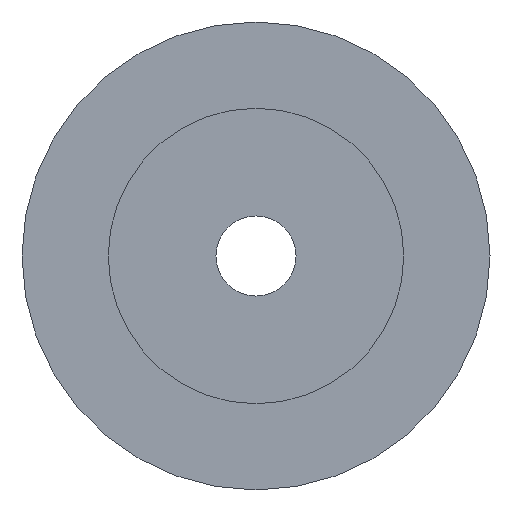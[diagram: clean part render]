
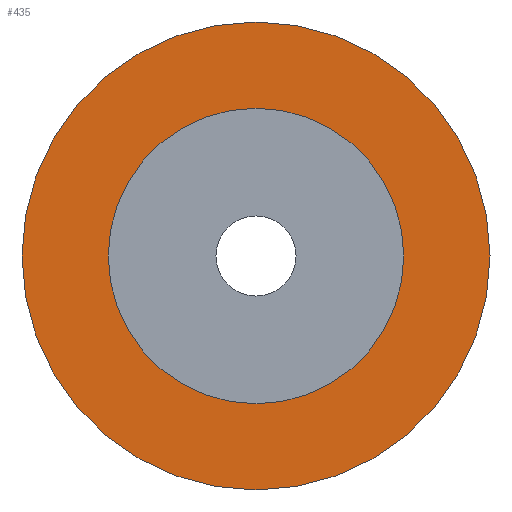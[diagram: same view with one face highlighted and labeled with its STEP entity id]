
A CAD part, left-side view. The second image highlights one B-rep face of the part: STEP entity #435.
In plain terms, the highlighted planar face has unit normal (-1, 0, 0).
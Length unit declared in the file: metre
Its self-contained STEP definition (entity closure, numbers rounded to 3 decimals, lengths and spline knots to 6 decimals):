
#89=PLANE('',#498);
#174=ORIENTED_EDGE('',*,*,#250,.T.);
#175=ORIENTED_EDGE('',*,*,#252,.F.);
#250=EDGE_CURVE('',#296,#296,#314,.T.);
#252=EDGE_CURVE('',#298,#298,#316,.T.);
#296=VERTEX_POINT('',#748);
#298=VERTEX_POINT('',#753);
#314=CIRCLE('',#488,0.0024);
#316=CIRCLE('',#491,0.0038);
#352=EDGE_LOOP('',(#174));
#353=EDGE_LOOP('',(#175));
#392=FACE_BOUND('',#352,.T.);
#393=FACE_BOUND('',#353,.T.);
#435=ADVANCED_FACE('',(#392,#393),#89,.F.);
#488=AXIS2_PLACEMENT_3D('',#747,#605,#606);
#491=AXIS2_PLACEMENT_3D('',#752,#611,#612);
#498=AXIS2_PLACEMENT_3D('',#760,#625,#626);
#605=DIRECTION('',(1.,0.,0.));
#606=DIRECTION('',(0.,1.,0.));
#611=DIRECTION('',(1.,0.,0.));
#612=DIRECTION('',(0.,1.,0.));
#625=DIRECTION('',(1.,0.,0.));
#626=DIRECTION('',(0.,-1.,0.));
#747=CARTESIAN_POINT('',(-0.00515,-0.000079,-0.005729));
#748=CARTESIAN_POINT('',(-0.00515,0.002321,-0.005729));
#752=CARTESIAN_POINT('',(-0.00515,-0.000079,-0.005729));
#753=CARTESIAN_POINT('',(-0.00515,0.003721,-0.005729));
#760=CARTESIAN_POINT('',(-0.00515,-0.000079,-0.005729));
